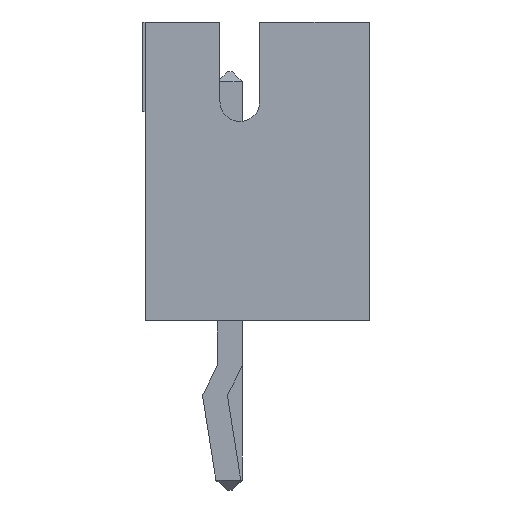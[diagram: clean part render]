
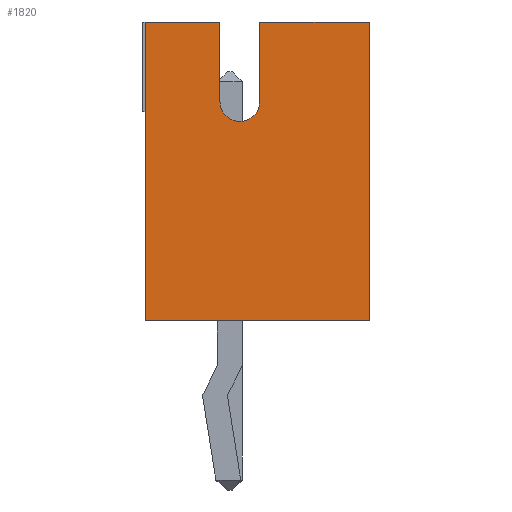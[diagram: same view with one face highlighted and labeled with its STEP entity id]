
A CAD part, left-side view. The second image highlights one B-rep face of the part: STEP entity #1820.
In plain terms, the highlighted planar face has unit normal (-1, 0, 0).
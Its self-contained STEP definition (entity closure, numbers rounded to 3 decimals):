
#167 = VERTEX_POINT('',#168);
#168 = CARTESIAN_POINT('',(-1.95,1.7,6.));
#174 = EDGE_CURVE('',#175,#167,#177,.T.);
#175 = VERTEX_POINT('',#176);
#176 = CARTESIAN_POINT('',(-1.95,1.7,0.));
#177 = LINE('',#178,#179);
#178 = CARTESIAN_POINT('',(-1.95,1.7,0.));
#179 = VECTOR('',#180,1.);
#180 = DIRECTION('',(0.,0.,1.));
#551 = VERTEX_POINT('',#552);
#552 = CARTESIAN_POINT('',(-1.95,-2.8,0.));
#560 = EDGE_CURVE('',#551,#561,#563,.T.);
#561 = VERTEX_POINT('',#562);
#562 = CARTESIAN_POINT('',(-1.95,-2.8,6.));
#563 = LINE('',#564,#565);
#564 = CARTESIAN_POINT('',(-1.95,-2.8,0.));
#565 = VECTOR('',#566,1.);
#566 = DIRECTION('',(0.,0.,1.));
#1810 = EDGE_CURVE('',#175,#551,#1811,.T.);
#1811 = LINE('',#1812,#1813);
#1812 = CARTESIAN_POINT('',(-1.95,1.7,0.));
#1813 = VECTOR('',#1814,1.);
#1814 = DIRECTION('',(0.,-1.,0.));
#1820 = ADVANCED_FACE('',(#1821),#1865,.F.);
#1821 = FACE_BOUND('',#1822,.F.);
#1822 = EDGE_LOOP('',(#1823,#1824,#1825,#1833,#1841,#1850,#1858,#1864));
#1823 = ORIENTED_EDGE('',*,*,#1810,.F.);
#1824 = ORIENTED_EDGE('',*,*,#174,.T.);
#1825 = ORIENTED_EDGE('',*,*,#1826,.T.);
#1826 = EDGE_CURVE('',#167,#1827,#1829,.T.);
#1827 = VERTEX_POINT('',#1828);
#1828 = CARTESIAN_POINT('',(-1.95,0.2,6.));
#1829 = LINE('',#1830,#1831);
#1830 = CARTESIAN_POINT('',(-1.95,1.7,6.));
#1831 = VECTOR('',#1832,1.);
#1832 = DIRECTION('',(0.,-1.,0.));
#1833 = ORIENTED_EDGE('',*,*,#1834,.T.);
#1834 = EDGE_CURVE('',#1827,#1835,#1837,.T.);
#1835 = VERTEX_POINT('',#1836);
#1836 = CARTESIAN_POINT('',(-1.95,0.2,4.4));
#1837 = LINE('',#1838,#1839);
#1838 = CARTESIAN_POINT('',(-1.95,0.2,3.));
#1839 = VECTOR('',#1840,1.);
#1840 = DIRECTION('',(0.,0.,-1.));
#1841 = ORIENTED_EDGE('',*,*,#1842,.F.);
#1842 = EDGE_CURVE('',#1843,#1835,#1845,.T.);
#1843 = VERTEX_POINT('',#1844);
#1844 = CARTESIAN_POINT('',(-1.95,-0.6,4.4));
#1845 = CIRCLE('',#1846,0.4);
#1846 = AXIS2_PLACEMENT_3D('',#1847,#1848,#1849);
#1847 = CARTESIAN_POINT('',(-1.95,-0.2,4.4));
#1848 = DIRECTION('',(1.,0.,0.));
#1849 = DIRECTION('',(0.,1.,0.));
#1850 = ORIENTED_EDGE('',*,*,#1851,.T.);
#1851 = EDGE_CURVE('',#1843,#1852,#1854,.T.);
#1852 = VERTEX_POINT('',#1853);
#1853 = CARTESIAN_POINT('',(-1.95,-0.6,6.));
#1854 = LINE('',#1855,#1856);
#1855 = CARTESIAN_POINT('',(-1.95,-0.6,2.2));
#1856 = VECTOR('',#1857,1.);
#1857 = DIRECTION('',(0.,0.,1.));
#1858 = ORIENTED_EDGE('',*,*,#1859,.T.);
#1859 = EDGE_CURVE('',#1852,#561,#1860,.T.);
#1860 = LINE('',#1861,#1862);
#1861 = CARTESIAN_POINT('',(-1.95,1.7,6.));
#1862 = VECTOR('',#1863,1.);
#1863 = DIRECTION('',(0.,-1.,0.));
#1864 = ORIENTED_EDGE('',*,*,#560,.F.);
#1865 = PLANE('',#1866);
#1866 = AXIS2_PLACEMENT_3D('',#1867,#1868,#1869);
#1867 = CARTESIAN_POINT('',(-1.95,1.7,0.));
#1868 = DIRECTION('',(1.,0.,0.));
#1869 = DIRECTION('',(0.,-1.,0.));
